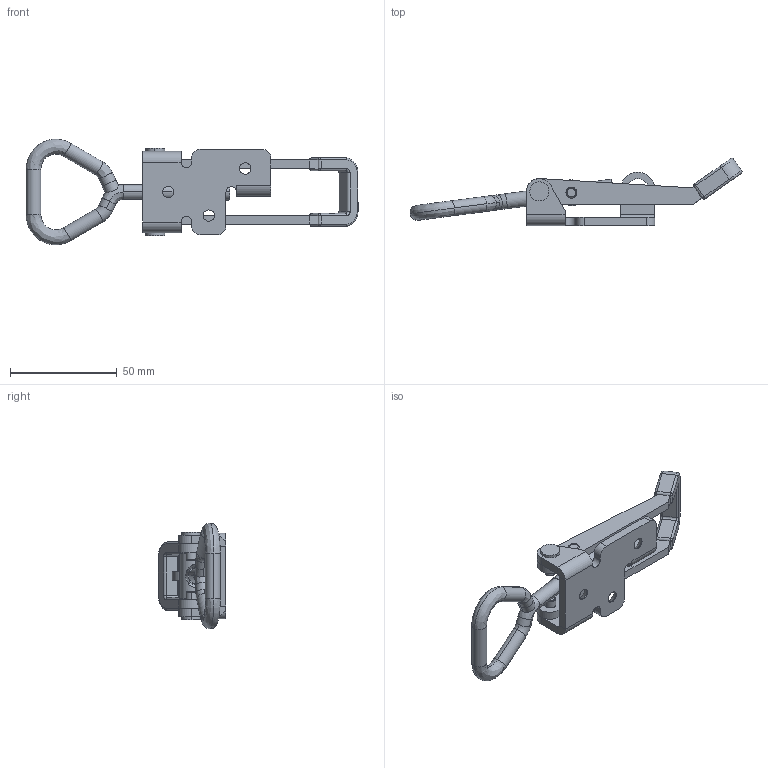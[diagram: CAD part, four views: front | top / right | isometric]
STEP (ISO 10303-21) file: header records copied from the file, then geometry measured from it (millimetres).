
FILE_DESCRIPTION (( 'STEP AP214' ), '1' );
FILE_NAME ('520902 - 703 LC ZP Red handle.STEP', '2017-02-02T13:31:37', ( '' ), ( '' ), 'SwSTEP 2.0', 'SolidWorks 2015', '' );
FILE_SCHEMA (( 'AUTOMOTIVE_DESIGN' ));
Length unit declared in the file: millimetre
Products named in the file (6): 703 -bygelrödplast; 703 - Skruvögla; 703 - Rulle; 704 - Rivet Gradin; 703- Platta LC; 520902 - 703 LC ZP Red handle
Assembly tree (6 placements, depth 2):
  520902 - 703 LC ZP Red handle
    703- Platta LC
    704 - Rivet Gradin  x2
    703 - Rulle
    703 - Skruvögla
    703 -bygelrödplast
Bounding box: 155.16 x 31.52 x 49.37 mm (x, y, z)
Volume: 28204.2 mm3; surface area: 18842.7 mm2
Topology: 6 solids, 6 shells, 213 faces, 481 edges, 282 vertices
Faces by surface type: cylinder 93, plane 66, cone 18, bspline 16, torus 10, sphere 10
Entity records: 6816 total; most frequent: CARTESIAN_POINT 1431, DIRECTION 1047, ORIENTED_EDGE 902, EDGE_CURVE 451, AXIS2_PLACEMENT_3D 418, VERTEX_POINT 264, EDGE_LOOP 229, CIRCLE 224
